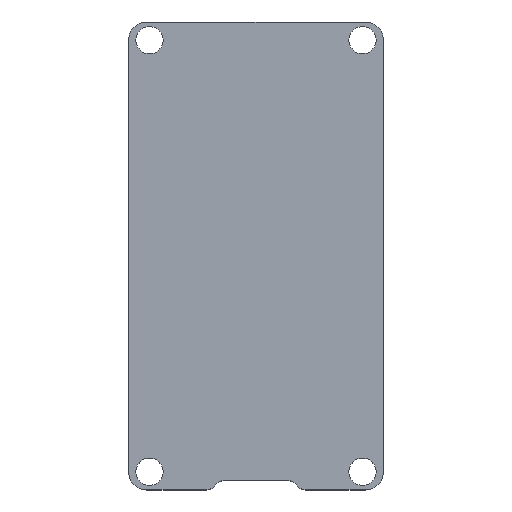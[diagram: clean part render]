
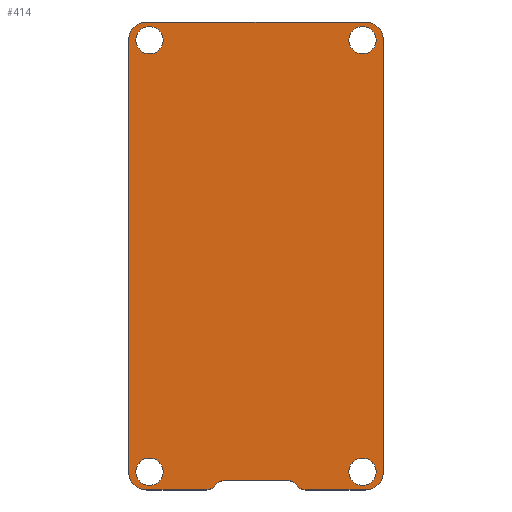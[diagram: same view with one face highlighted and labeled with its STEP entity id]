
A CAD part, top view. The second image highlights one B-rep face of the part: STEP entity #414.
In plain terms, the highlighted planar face has unit normal (0, 0, 1).
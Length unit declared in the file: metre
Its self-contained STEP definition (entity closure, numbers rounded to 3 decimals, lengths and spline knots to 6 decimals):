
#27=FACE_BOUND('',#83,.T.);
#28=FACE_BOUND('',#84,.T.);
#29=FACE_BOUND('',#85,.T.);
#30=FACE_BOUND('',#86,.T.);
#35=CIRCLE('',#451,0.001);
#36=CIRCLE('',#452,0.002);
#37=CIRCLE('',#453,0.002);
#38=CIRCLE('',#454,0.002);
#39=CIRCLE('',#455,0.002);
#40=CIRCLE('',#456,0.001);
#41=CIRCLE('',#457,0.001);
#42=CIRCLE('',#458,0.001);
#43=CIRCLE('',#459,0.0015);
#44=CIRCLE('',#460,0.0015);
#45=CIRCLE('',#461,0.0015);
#46=CIRCLE('',#462,0.0015);
#60=FACE_OUTER_BOUND('',#82,.T.);
#82=EDGE_LOOP('',(#287,#288,#289,#290,#291,#292,#293,#294,#295,#296,#297,
#298,#299,#300,#301,#302));
#83=EDGE_LOOP('',(#303));
#84=EDGE_LOOP('',(#304));
#85=EDGE_LOOP('',(#305));
#86=EDGE_LOOP('',(#306));
#111=LINE('',#629,#147);
#115=LINE('',#638,#151);
#116=LINE('',#643,#152);
#117=LINE('',#647,#153);
#118=LINE('',#651,#154);
#119=LINE('',#655,#155);
#120=LINE('',#659,#156);
#121=LINE('',#663,#157);
#147=VECTOR('',#499,1.);
#151=VECTOR('',#505,1.);
#152=VECTOR('',#510,1.);
#153=VECTOR('',#513,1.);
#154=VECTOR('',#516,1.);
#155=VECTOR('',#519,1.);
#156=VECTOR('',#522,1.);
#157=VECTOR('',#525,1.);
#183=VERTEX_POINT('',#627);
#184=VERTEX_POINT('',#628);
#187=VERTEX_POINT('',#636);
#188=VERTEX_POINT('',#637);
#189=VERTEX_POINT('',#640);
#190=VERTEX_POINT('',#642);
#191=VERTEX_POINT('',#644);
#192=VERTEX_POINT('',#646);
#193=VERTEX_POINT('',#648);
#194=VERTEX_POINT('',#650);
#195=VERTEX_POINT('',#652);
#196=VERTEX_POINT('',#654);
#197=VERTEX_POINT('',#656);
#198=VERTEX_POINT('',#658);
#199=VERTEX_POINT('',#660);
#200=VERTEX_POINT('',#662);
#201=VERTEX_POINT('',#665);
#202=VERTEX_POINT('',#667);
#203=VERTEX_POINT('',#669);
#204=VERTEX_POINT('',#671);
#223=EDGE_CURVE('',#183,#184,#111,.T.);
#227=EDGE_CURVE('',#187,#188,#115,.T.);
#228=EDGE_CURVE('',#188,#183,#35,.T.);
#229=EDGE_CURVE('',#184,#189,#36,.T.);
#230=EDGE_CURVE('',#190,#189,#116,.T.);
#231=EDGE_CURVE('',#190,#191,#37,.T.);
#232=EDGE_CURVE('',#192,#191,#117,.T.);
#233=EDGE_CURVE('',#192,#193,#38,.T.);
#234=EDGE_CURVE('',#193,#194,#118,.T.);
#235=EDGE_CURVE('',#194,#195,#39,.T.);
#236=EDGE_CURVE('',#195,#196,#119,.T.);
#237=EDGE_CURVE('',#196,#197,#40,.T.);
#238=EDGE_CURVE('',#197,#198,#120,.T.);
#239=EDGE_CURVE('',#198,#199,#41,.F.);
#240=EDGE_CURVE('',#199,#200,#121,.T.);
#241=EDGE_CURVE('',#200,#187,#42,.F.);
#242=EDGE_CURVE('',#201,#201,#43,.T.);
#243=EDGE_CURVE('',#202,#202,#44,.T.);
#244=EDGE_CURVE('',#203,#203,#45,.T.);
#245=EDGE_CURVE('',#204,#204,#46,.T.);
#287=ORIENTED_EDGE('',*,*,#227,.T.);
#288=ORIENTED_EDGE('',*,*,#228,.T.);
#289=ORIENTED_EDGE('',*,*,#223,.T.);
#290=ORIENTED_EDGE('',*,*,#229,.T.);
#291=ORIENTED_EDGE('',*,*,#230,.F.);
#292=ORIENTED_EDGE('',*,*,#231,.T.);
#293=ORIENTED_EDGE('',*,*,#232,.F.);
#294=ORIENTED_EDGE('',*,*,#233,.T.);
#295=ORIENTED_EDGE('',*,*,#234,.T.);
#296=ORIENTED_EDGE('',*,*,#235,.T.);
#297=ORIENTED_EDGE('',*,*,#236,.T.);
#298=ORIENTED_EDGE('',*,*,#237,.T.);
#299=ORIENTED_EDGE('',*,*,#238,.T.);
#300=ORIENTED_EDGE('',*,*,#239,.T.);
#301=ORIENTED_EDGE('',*,*,#240,.T.);
#302=ORIENTED_EDGE('',*,*,#241,.T.);
#303=ORIENTED_EDGE('',*,*,#242,.F.);
#304=ORIENTED_EDGE('',*,*,#243,.F.);
#305=ORIENTED_EDGE('',*,*,#244,.F.);
#306=ORIENTED_EDGE('',*,*,#245,.F.);
#404=PLANE('',#450);
#414=ADVANCED_FACE('',(#60,#27,#28,#29,#30),#404,.T.);
#450=AXIS2_PLACEMENT_3D('',#635,#503,#504);
#451=AXIS2_PLACEMENT_3D('',#639,#506,#507);
#452=AXIS2_PLACEMENT_3D('',#641,#508,#509);
#453=AXIS2_PLACEMENT_3D('',#645,#511,#512);
#454=AXIS2_PLACEMENT_3D('',#649,#514,#515);
#455=AXIS2_PLACEMENT_3D('',#653,#517,#518);
#456=AXIS2_PLACEMENT_3D('',#657,#520,#521);
#457=AXIS2_PLACEMENT_3D('',#661,#523,#524);
#458=AXIS2_PLACEMENT_3D('',#664,#526,#527);
#459=AXIS2_PLACEMENT_3D('',#666,#528,#529);
#460=AXIS2_PLACEMENT_3D('',#668,#530,#531);
#461=AXIS2_PLACEMENT_3D('',#670,#532,#533);
#462=AXIS2_PLACEMENT_3D('',#672,#534,#535);
#499=DIRECTION('',(1.,0.,0.));
#503=DIRECTION('center_axis',(0.,0.,1.));
#504=DIRECTION('ref_axis',(1.,0.,0.));
#505=DIRECTION('',(0.707,-0.707,0.));
#506=DIRECTION('center_axis',(0.,0.,1.));
#507=DIRECTION('ref_axis',(1.,0.,0.));
#508=DIRECTION('center_axis',(0.,0.,1.));
#509=DIRECTION('ref_axis',(1.,0.,0.));
#510=DIRECTION('',(0.,-1.,0.));
#511=DIRECTION('center_axis',(0.,0.,1.));
#512=DIRECTION('ref_axis',(1.,0.,0.));
#513=DIRECTION('',(1.,0.,0.));
#514=DIRECTION('center_axis',(0.,0.,1.));
#515=DIRECTION('ref_axis',(1.,0.,0.));
#516=DIRECTION('',(0.,-1.,0.));
#517=DIRECTION('center_axis',(0.,0.,1.));
#518=DIRECTION('ref_axis',(1.,0.,0.));
#519=DIRECTION('',(1.,0.,0.));
#520=DIRECTION('center_axis',(0.,0.,1.));
#521=DIRECTION('ref_axis',(1.,0.,0.));
#522=DIRECTION('',(0.707,0.707,0.));
#523=DIRECTION('center_axis',(0.,0.,1.));
#524=DIRECTION('ref_axis',(1.,0.,0.));
#525=DIRECTION('',(1.,0.,0.));
#526=DIRECTION('center_axis',(0.,0.,1.));
#527=DIRECTION('ref_axis',(1.,0.,0.));
#528=DIRECTION('center_axis',(0.,0.,1.));
#529=DIRECTION('ref_axis',(1.,0.,0.));
#530=DIRECTION('center_axis',(0.,0.,1.));
#531=DIRECTION('ref_axis',(1.,0.,0.));
#532=DIRECTION('center_axis',(0.,0.,1.));
#533=DIRECTION('ref_axis',(1.,0.,0.));
#534=DIRECTION('center_axis',(0.,0.,1.));
#535=DIRECTION('ref_axis',(1.,0.,0.));
#627=CARTESIAN_POINT('',(0.018144,-0.0454,0.0015));
#628=CARTESIAN_POINT('',(0.02473,-0.0454,0.0015));
#629=CARTESIAN_POINT('',(0.01273,-0.0454,0.0015));
#635=CARTESIAN_POINT('Origin',(0.01273,-0.0197,0.0015));
#636=CARTESIAN_POINT('',(0.017023,-0.044693,0.0015));
#637=CARTESIAN_POINT('',(0.017437,-0.045107,0.0015));
#638=CARTESIAN_POINT('',(0.01723,-0.0449,0.0015));
#639=CARTESIAN_POINT('Origin',(0.018144,-0.0444,0.0015));
#640=CARTESIAN_POINT('',(0.02673,-0.0434,0.0015));
#641=CARTESIAN_POINT('Origin',(0.02473,-0.0434,0.0015));
#642=CARTESIAN_POINT('',(0.02673,0.004,0.0015));
#643=CARTESIAN_POINT('',(0.02673,-0.0197,0.0015));
#644=CARTESIAN_POINT('',(0.02473,0.006,0.0015));
#645=CARTESIAN_POINT('Origin',(0.02473,0.004,0.0015));
#646=CARTESIAN_POINT('',(0.00073,0.006,0.0015));
#647=CARTESIAN_POINT('',(0.01273,0.006,0.0015));
#648=CARTESIAN_POINT('',(-0.00127,0.004,0.0015));
#649=CARTESIAN_POINT('Origin',(0.00073,0.004,0.0015));
#650=CARTESIAN_POINT('',(-0.00127,-0.0434,0.0015));
#651=CARTESIAN_POINT('',(-0.00127,-0.0197,0.0015));
#652=CARTESIAN_POINT('',(0.00073,-0.0454,0.0015));
#653=CARTESIAN_POINT('Origin',(0.00073,-0.0434,0.0015));
#654=CARTESIAN_POINT('',(0.007316,-0.0454,0.0015));
#655=CARTESIAN_POINT('',(0.01273,-0.0454,0.0015));
#656=CARTESIAN_POINT('',(0.008023,-0.045107,0.0015));
#657=CARTESIAN_POINT('Origin',(0.007316,-0.0444,0.0015));
#658=CARTESIAN_POINT('',(0.008437,-0.044693,0.0015));
#659=CARTESIAN_POINT('',(0.00823,-0.0449,0.0015));
#660=CARTESIAN_POINT('',(0.009144,-0.0444,0.0015));
#661=CARTESIAN_POINT('Origin',(0.009144,-0.0454,0.0015));
#662=CARTESIAN_POINT('',(0.016316,-0.0444,0.0015));
#663=CARTESIAN_POINT('',(0.01273,-0.0444,0.0015));
#664=CARTESIAN_POINT('Origin',(0.016316,-0.0454,0.0015));
#665=CARTESIAN_POINT('',(-0.00047,-0.0434,0.0015));
#666=CARTESIAN_POINT('Origin',(0.00103,-0.0434,0.0015));
#667=CARTESIAN_POINT('',(0.02293,-0.0434,0.0015));
#668=CARTESIAN_POINT('Origin',(0.02443,-0.0434,0.0015));
#669=CARTESIAN_POINT('',(0.02293,0.004,0.0015));
#670=CARTESIAN_POINT('Origin',(0.02443,0.004,0.0015));
#671=CARTESIAN_POINT('',(-0.00047,0.004,0.0015));
#672=CARTESIAN_POINT('Origin',(0.00103,0.004,0.0015));
